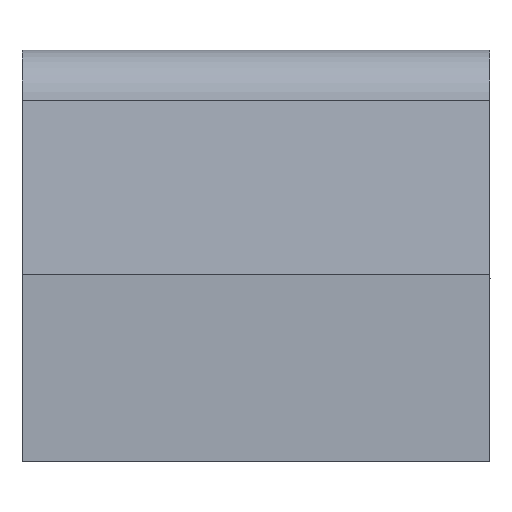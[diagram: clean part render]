
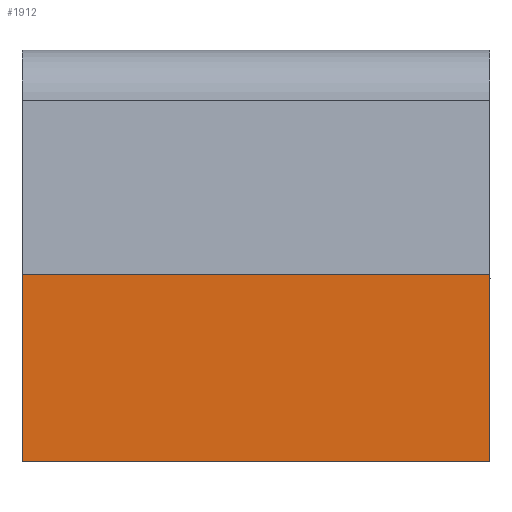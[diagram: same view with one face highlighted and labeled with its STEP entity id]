
A CAD part, left-side view. The second image highlights one B-rep face of the part: STEP entity #1912.
In plain terms, the highlighted planar face has unit normal (-1, 0, 0).
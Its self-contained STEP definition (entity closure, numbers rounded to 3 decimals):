
#71 = EDGE_LOOP ( 'NONE', ( #2547, #205, #3249, #2057 ) ) ;
#109 = VERTEX_POINT ( 'NONE', #2865 ) ;
#161 = LINE ( 'NONE', #1151, #1374 ) ;
#205 = ORIENTED_EDGE ( 'NONE', *, *, #3806, .F. ) ;
#345 = LINE ( 'NONE', #2155, #2763 ) ;
#433 = LINE ( 'NONE', #3100, #1811 ) ;
#527 = DIRECTION ( 'NONE',  ( 0., 0., -1. ) ) ;
#606 = CARTESIAN_POINT ( 'NONE',  ( 1390.101, -396.698, -2.58 ) ) ;
#713 = PLANE ( 'NONE',  #2055 ) ;
#773 = VERTEX_POINT ( 'NONE', #2353 ) ;
#1058 = EDGE_CURVE ( 'NONE', #109, #3967, #345, .T. ) ;
#1151 = CARTESIAN_POINT ( 'NONE',  ( 1390.101, -397.323, -2.58 ) ) ;
#1374 = VECTOR ( 'NONE', #3280, 1000. ) ;
#1651 = DIRECTION ( 'NONE',  ( -1., 0., 0. ) ) ;
#1676 = EDGE_CURVE ( 'NONE', #3967, #773, #161, .T. ) ;
#1811 = VECTOR ( 'NONE', #3424, 1000. ) ;
#1912 = ADVANCED_FACE ( 'NONE', ( #3559 ), #713, .T. ) ;
#2055 = AXIS2_PLACEMENT_3D ( 'NONE', #2289, #1651, #3844 ) ;
#2057 = ORIENTED_EDGE ( 'NONE', *, *, #1058, .F. ) ;
#2155 = CARTESIAN_POINT ( 'NONE',  ( 1390.101, -396.698, -2.83 ) ) ;
#2289 = CARTESIAN_POINT ( 'NONE',  ( 1390.101, -396.698, -3.08 ) ) ;
#2353 = CARTESIAN_POINT ( 'NONE',  ( 1390.101, -397.948, -2.58 ) ) ;
#2547 = ORIENTED_EDGE ( 'NONE', *, *, #3492, .T. ) ;
#2594 = VECTOR ( 'NONE', #527, 1000. ) ;
#2763 = VECTOR ( 'NONE', #2817, 1000. ) ;
#2803 = VERTEX_POINT ( 'NONE', #3743 ) ;
#2817 = DIRECTION ( 'NONE',  ( 0., 0., 1. ) ) ;
#2865 = CARTESIAN_POINT ( 'NONE',  ( 1390.101, -396.698, -3.08 ) ) ;
#3100 = CARTESIAN_POINT ( 'NONE',  ( 1390.101, -397.323, -3.08 ) ) ;
#3249 = ORIENTED_EDGE ( 'NONE', *, *, #1676, .F. ) ;
#3280 = DIRECTION ( 'NONE',  ( 0., -1., 0. ) ) ;
#3424 = DIRECTION ( 'NONE',  ( 0., -1., 0. ) ) ;
#3492 = EDGE_CURVE ( 'NONE', #109, #2803, #433, .T. ) ;
#3559 = FACE_OUTER_BOUND ( 'NONE', #71, .T. ) ;
#3672 = CARTESIAN_POINT ( 'NONE',  ( 1390.101, -397.948, -2.83 ) ) ;
#3743 = CARTESIAN_POINT ( 'NONE',  ( 1390.101, -397.948, -3.08 ) ) ;
#3806 = EDGE_CURVE ( 'NONE', #773, #2803, #3911, .T. ) ;
#3844 = DIRECTION ( 'NONE',  ( 0., -1., 0. ) ) ;
#3911 = LINE ( 'NONE', #3672, #2594 ) ;
#3967 = VERTEX_POINT ( 'NONE', #606 ) ;
